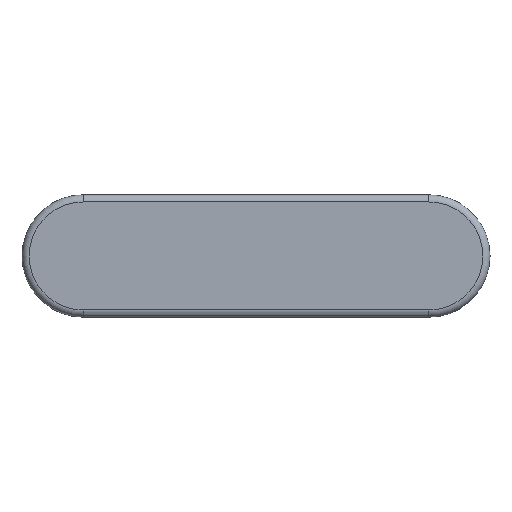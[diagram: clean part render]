
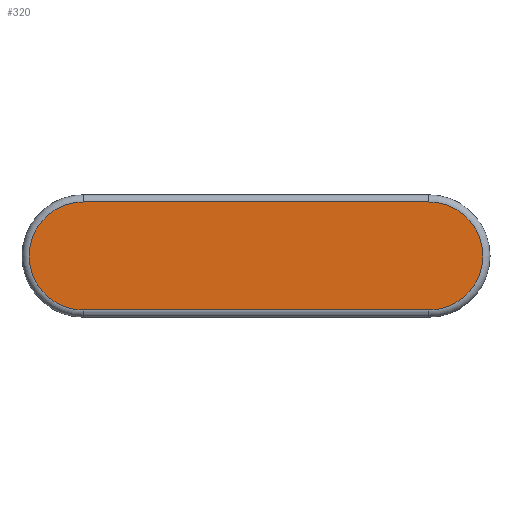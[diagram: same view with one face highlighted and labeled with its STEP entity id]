
A CAD part, top view. The second image highlights one B-rep face of the part: STEP entity #320.
In plain terms, the highlighted planar face has unit normal (0, 0, 1).
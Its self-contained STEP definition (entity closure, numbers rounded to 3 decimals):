
#21 = VERTEX_POINT ( 'NONE', #237 ) ;
#56 = AXIS2_PLACEMENT_3D ( 'NONE', #269, #255, #250 ) ;
#59 = AXIS2_PLACEMENT_3D ( 'NONE', #329, #328, #324 ) ;
#120 = VERTEX_POINT ( 'NONE', #597 ) ;
#152 = VERTEX_POINT ( 'NONE', #414 ) ;
#191 = EDGE_CURVE ( 'NONE', #425, #152, #361, .T. ) ;
#192 = EDGE_CURVE ( 'NONE', #152, #21, #821, .T. ) ;
#197 = EDGE_CURVE ( 'NONE', #21, #120, #683, .T. ) ;
#200 = EDGE_CURVE ( 'NONE', #120, #425, #643, .T. ) ;
#237 = CARTESIAN_POINT ( 'NONE',  ( -12., 3.75, 1.5 ) ) ;
#250 = DIRECTION ( 'NONE',  ( 1., 0., 0. ) ) ;
#255 = DIRECTION ( 'NONE',  ( 0., 0., 1. ) ) ;
#269 = CARTESIAN_POINT ( 'NONE',  ( -12., 0., 1.5 ) ) ;
#293 = DIRECTION ( 'NONE',  ( 1., 0., 0. ) ) ;
#309 = CARTESIAN_POINT ( 'NONE',  ( 12., -3.75, 1.5 ) ) ;
#320 = ADVANCED_FACE ( 'NONE', ( #630 ), #582, .T. ) ;
#321 = ORIENTED_EDGE ( 'NONE', *, *, #200, .T. ) ;
#324 = DIRECTION ( 'NONE',  ( 1., 0., 0. ) ) ;
#328 = DIRECTION ( 'NONE',  ( 0., 0., 1. ) ) ;
#329 = CARTESIAN_POINT ( 'NONE',  ( 12., 0., 1.5 ) ) ;
#330 = CARTESIAN_POINT ( 'NONE',  ( -12., 3.75, 1.5 ) ) ;
#337 = ORIENTED_EDGE ( 'NONE', *, *, #192, .T. ) ;
#343 = DIRECTION ( 'NONE',  ( -1., 0., 0. ) ) ;
#361 = CIRCLE ( 'NONE', #59, 3.75 ) ;
#414 = CARTESIAN_POINT ( 'NONE',  ( 12., 3.75, 1.5 ) ) ;
#425 = VERTEX_POINT ( 'NONE', #813 ) ;
#432 = ORIENTED_EDGE ( 'NONE', *, *, #197, .T. ) ;
#548 = VECTOR ( 'NONE', #293, 1000. ) ;
#582 = PLANE ( 'NONE',  #642 ) ;
#597 = CARTESIAN_POINT ( 'NONE',  ( -12., -3.75, 1.5 ) ) ;
#630 = FACE_OUTER_BOUND ( 'NONE', #695, .T. ) ;
#642 = AXIS2_PLACEMENT_3D ( 'NONE', #720, #733, #779 ) ;
#643 = LINE ( 'NONE', #309, #548 ) ;
#683 = CIRCLE ( 'NONE', #56, 3.75 ) ;
#695 = EDGE_LOOP ( 'NONE', ( #700, #337, #432, #321 ) ) ;
#700 = ORIENTED_EDGE ( 'NONE', *, *, #191, .T. ) ;
#720 = CARTESIAN_POINT ( 'NONE',  ( 12., 0., 1.5 ) ) ;
#733 = DIRECTION ( 'NONE',  ( 0., 0., 1. ) ) ;
#779 = DIRECTION ( 'NONE',  ( 1., 0., 0. ) ) ;
#813 = CARTESIAN_POINT ( 'NONE',  ( 12., -3.75, 1.5 ) ) ;
#818 = VECTOR ( 'NONE', #343, 1000. ) ;
#821 = LINE ( 'NONE', #330, #818 ) ;
